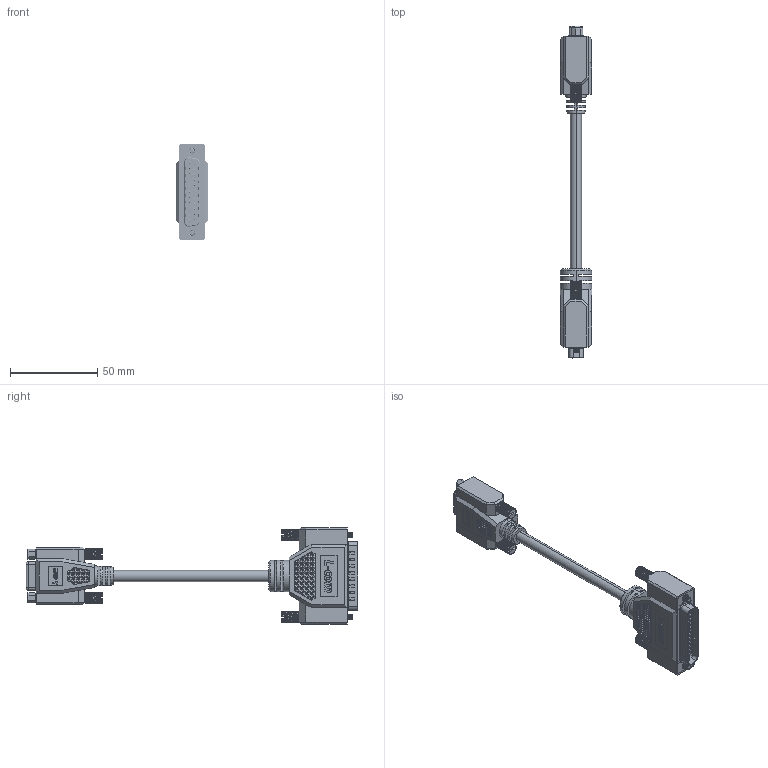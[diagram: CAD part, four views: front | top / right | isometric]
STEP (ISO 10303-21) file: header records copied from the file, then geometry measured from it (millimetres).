
FILE_DESCRIPTION (( 'STEP AP203' ), '1' );
FILE_NAME ('CSNULL259MF.STEP', '2010-08-26T15:18:47', ( 'x' ), ( 'Microsoft' ), 'SwSTEP 2.0', 'SolidWorks 2010', '' );
FILE_SCHEMA (( 'CONFIG_CONTROL_DESIGN' ));
Products named in the file (13): 1AJ06-021_CRMN9 Screw; 1AL08-029_3.5" lONG; SDHS-PROD_DEFAULT; 1AJ06-028_CRMN9 Screw; CSNULL259MF; 3AB01-089_logo; MTN-163_logo; 1AC02-003; MTN-164; 3AB01-094_logo; MTN-172_logo; 1AC08-018; MTN-173
Assembly tree (15 placements, depth 3):
  CSNULL259MF
    3AB01-089_logo
      1AJ06-021_CRMN9 Screw  x2
      MTN-164
      MTN-163_logo
      1AC02-003
    SDHS-PROD_DEFAULT  x2
    3AB01-094_logo
      1AJ06-028_CRMN9 Screw  x2
      MTN-172_logo
      MTN-173
      1AC08-018
    1AL08-029_3.5" lONG
Bounding box: 17.98 x 189.88 x 55.07 mm (x, y, z)
Volume: 62766.5 mm3; surface area: 33452.2 mm2
Topology: 55 solids, 55 shells, 8533 faces, 19531 edges, 11241 vertices
Faces by surface type: plane 5487, cylinder 1386, bspline 1354, cone 153, torus 137, sphere 16
Entity records: 214463 total; most frequent: CARTESIAN_POINT 62287, ORIENTED_EDGE 32842, DIRECTION 28315, EDGE_CURVE 16421, LINE 11695, VECTOR 11695, VERTEX_POINT 9273, AXIS2_PLACEMENT_3D 8310
